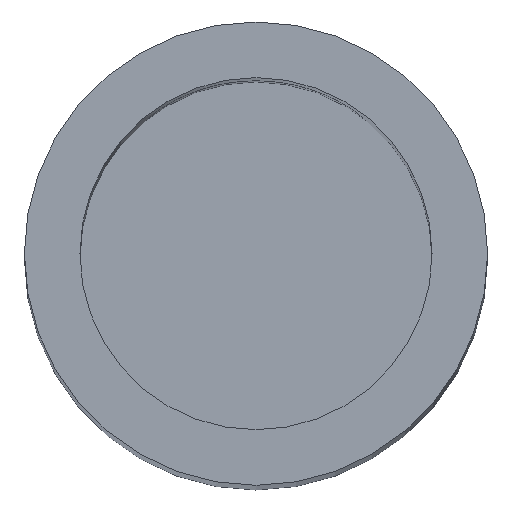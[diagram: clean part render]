
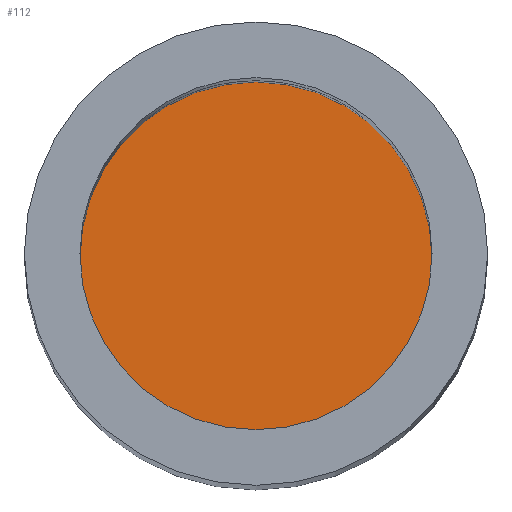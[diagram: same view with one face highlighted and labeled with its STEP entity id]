
A CAD part, top view. The second image highlights one B-rep face of the part: STEP entity #112.
In plain terms, the highlighted planar face has unit normal (0, 0, 1).
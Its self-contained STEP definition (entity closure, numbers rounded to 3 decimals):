
#21=PLANE('',#141);
#27=CIRCLE('',#136,0.95);
#37=FACE_OUTER_BOUND('',#48,.T.);
#48=EDGE_LOOP('',(#100));
#64=VERTEX_POINT('',#261);
#75=EDGE_CURVE('',#64,#64,#27,.T.);
#100=ORIENTED_EDGE('',*,*,#75,.T.);
#112=ADVANCED_FACE('',(#37),#21,.T.);
#136=AXIS2_PLACEMENT_3D('',#263,#163,#164);
#141=AXIS2_PLACEMENT_3D('',#271,#174,#175);
#163=DIRECTION('center_axis',(0.,0.,1.));
#164=DIRECTION('ref_axis',(1.,0.,0.));
#174=DIRECTION('center_axis',(0.,0.,1.));
#175=DIRECTION('ref_axis',(1.,0.,0.));
#261=CARTESIAN_POINT('',(-0.95,0.,1.3));
#263=CARTESIAN_POINT('Origin',(0.,0.,1.3));
#271=CARTESIAN_POINT('Origin',(0.,0.,1.3));
